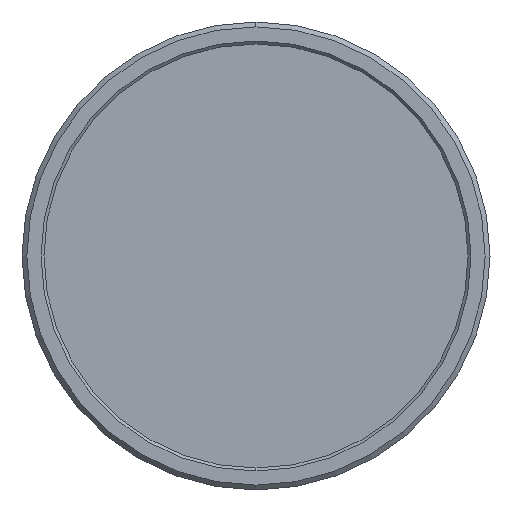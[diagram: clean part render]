
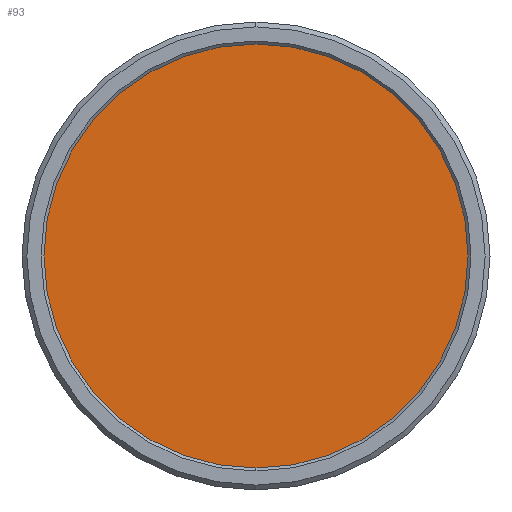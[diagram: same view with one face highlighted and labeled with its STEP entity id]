
A CAD part, left-side view. The second image highlights one B-rep face of the part: STEP entity #93.
In plain terms, the highlighted planar face has unit normal (-1, 0, 0).
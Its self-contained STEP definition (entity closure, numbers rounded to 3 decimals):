
#49 = CIRCLE ( 'NONE', #53, 21.75 ) ;
#53 = AXIS2_PLACEMENT_3D ( 'NONE', #291, #1609, #547 ) ;
#73 = CARTESIAN_POINT ( 'NONE',  ( 0., 0., -21.75 ) ) ;
#93 = ADVANCED_FACE ( 'NONE', ( #1453 ), #1113, .T. ) ;
#108 = VERTEX_POINT ( 'NONE', #852 ) ;
#172 = EDGE_LOOP ( 'NONE', ( #905, #1201 ) ) ;
#192 = DIRECTION ( 'NONE',  ( 1., 0., 0. ) ) ;
#291 = CARTESIAN_POINT ( 'NONE',  ( 0., 0., 0. ) ) ;
#342 = AXIS2_PLACEMENT_3D ( 'NONE', #715, #192, #459 ) ;
#445 = DIRECTION ( 'NONE',  ( -1., 0., 0. ) ) ;
#459 = DIRECTION ( 'NONE',  ( 0., 0., 1. ) ) ;
#547 = DIRECTION ( 'NONE',  ( 0., 0., 1. ) ) ;
#715 = CARTESIAN_POINT ( 'NONE',  ( 0., 0., 0. ) ) ;
#852 = CARTESIAN_POINT ( 'NONE',  ( 0., 0., 21.75 ) ) ;
#905 = ORIENTED_EDGE ( 'NONE', *, *, #1345, .F. ) ;
#1101 = DIRECTION ( 'NONE',  ( 0., 0., 1. ) ) ;
#1113 = PLANE ( 'NONE',  #1669 ) ;
#1201 = ORIENTED_EDGE ( 'NONE', *, *, #1225, .F. ) ;
#1225 = EDGE_CURVE ( 'NONE', #1388, #108, #49, .T. ) ;
#1345 = EDGE_CURVE ( 'NONE', #108, #1388, #1689, .T. ) ;
#1351 = CARTESIAN_POINT ( 'NONE',  ( 0., 0., 0. ) ) ;
#1388 = VERTEX_POINT ( 'NONE', #73 ) ;
#1453 = FACE_OUTER_BOUND ( 'NONE', #172, .T. ) ;
#1609 = DIRECTION ( 'NONE',  ( 1., 0., 0. ) ) ;
#1669 = AXIS2_PLACEMENT_3D ( 'NONE', #1351, #445, #1101 ) ;
#1689 = CIRCLE ( 'NONE', #342, 21.75 ) ;
